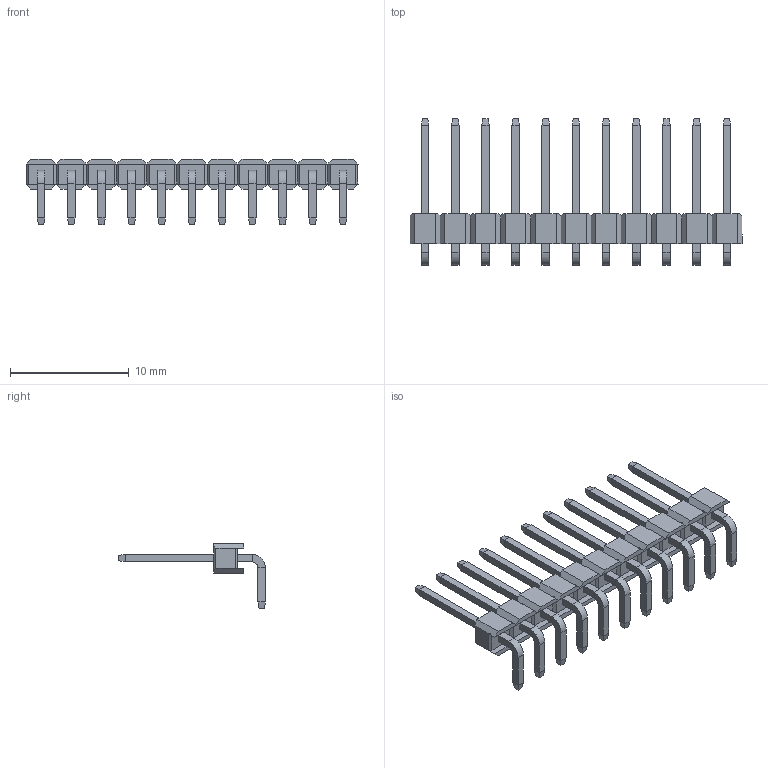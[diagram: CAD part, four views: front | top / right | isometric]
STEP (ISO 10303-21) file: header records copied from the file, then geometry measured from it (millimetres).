
FILE_DESCRIPTION (( 'STEP AP214' ), '1' );
FILE_NAME ('1x11 Male Pin Header Angle.STEP', '2021-11-12T11:41:28', ( 'M.B.I.' ), ( '' ), 'SwSTEP 2.0', '', '' );
FILE_SCHEMA (( 'AUTOMOTIVE_DESIGN' ));
Length unit declared in the file: millimetre
Products named in the file (1): 1x11 Male Pin Header Angle
Bounding box: 27.95 x 12.36 x 5.5 mm (x, y, z)
Volume: 202.7 mm3; surface area: 831.6 mm2
Topology: 12 solids, 12 shells, 514 faces, 1268 edges, 778 vertices
Faces by surface type: plane 492, cylinder 22
Entity records: 14817 total; most frequent: CARTESIAN_POINT 2561, ORIENTED_EDGE 2536, DIRECTION 2342, EDGE_CURVE 1268, LINE 1224, VECTOR 1224, VERTEX_POINT 778, AXIS2_PLACEMENT_3D 559
